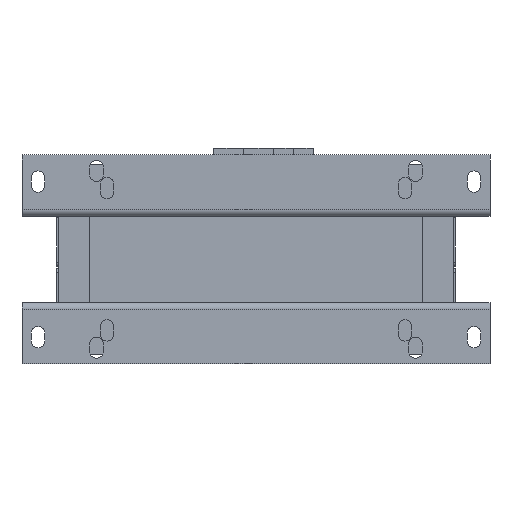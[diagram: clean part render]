
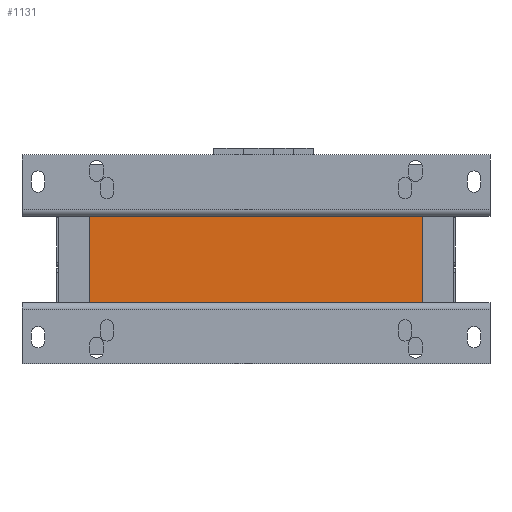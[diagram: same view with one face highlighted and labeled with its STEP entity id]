
A CAD part, front view. The second image highlights one B-rep face of the part: STEP entity #1131.
In plain terms, the highlighted planar face has unit normal (0, -1, 0).
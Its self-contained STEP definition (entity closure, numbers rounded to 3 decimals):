
#21 = CARTESIAN_POINT ( 'NONE',  ( -125., -125.001, -32.5 ) ) ;
#252 = DIRECTION ( 'NONE',  ( 1., 0., 0. ) ) ;
#699 = ORIENTED_EDGE ( 'NONE', *, *, #13199, .F. ) ;
#1131 = ADVANCED_FACE ( 'NONE', ( #13781 ), #11466, .F. ) ;
#1138 = LINE ( 'NONE', #16213, #10916 ) ;
#1187 = ORIENTED_EDGE ( 'NONE', *, *, #7477, .T. ) ;
#1612 = CARTESIAN_POINT ( 'NONE',  ( -125., -125.001, -32.5 ) ) ;
#2157 = VERTEX_POINT ( 'NONE', #5183 ) ;
#3364 = AXIS2_PLACEMENT_3D ( 'NONE', #3963, #13871, #17393 ) ;
#3648 = EDGE_CURVE ( 'NONE', #5171, #17916, #16158, .T. ) ;
#3963 = CARTESIAN_POINT ( 'NONE',  ( -125., -125.001, 32.5 ) ) ;
#4707 = DIRECTION ( 'NONE',  ( 0., 0., -1. ) ) ;
#5171 = VERTEX_POINT ( 'NONE', #21 ) ;
#5183 = CARTESIAN_POINT ( 'NONE',  ( -125., -125.001, 32.5 ) ) ;
#5207 = CARTESIAN_POINT ( 'NONE',  ( -125., -125.001, 32.5 ) ) ;
#6048 = VECTOR ( 'NONE', #11739, 1000. ) ;
#6271 = VERTEX_POINT ( 'NONE', #14355 ) ;
#7111 = LINE ( 'NONE', #5207, #8907 ) ;
#7477 = EDGE_CURVE ( 'NONE', #2157, #5171, #16445, .T. ) ;
#7950 = ORIENTED_EDGE ( 'NONE', *, *, #3648, .T. ) ;
#8835 = CARTESIAN_POINT ( 'NONE',  ( -125., -125.001, 32.5 ) ) ;
#8907 = VECTOR ( 'NONE', #9429, 1000. ) ;
#9429 = DIRECTION ( 'NONE',  ( 1., 0., 0. ) ) ;
#10639 = VECTOR ( 'NONE', #252, 1000. ) ;
#10916 = VECTOR ( 'NONE', #4707, 1000. ) ;
#11466 = PLANE ( 'NONE',  #3364 ) ;
#11739 = DIRECTION ( 'NONE',  ( 0., 0., -1. ) ) ;
#12242 = EDGE_LOOP ( 'NONE', ( #7950, #699, #16347, #1187 ) ) ;
#13199 = EDGE_CURVE ( 'NONE', #6271, #17916, #1138, .T. ) ;
#13781 = FACE_OUTER_BOUND ( 'NONE', #12242, .T. ) ;
#13799 = EDGE_CURVE ( 'NONE', #2157, #6271, #7111, .T. ) ;
#13871 = DIRECTION ( 'NONE',  ( 0., 1., 0. ) ) ;
#14245 = CARTESIAN_POINT ( 'NONE',  ( 125., -125.001, -32.5 ) ) ;
#14355 = CARTESIAN_POINT ( 'NONE',  ( 125., -125.001, 32.5 ) ) ;
#16158 = LINE ( 'NONE', #1612, #10639 ) ;
#16213 = CARTESIAN_POINT ( 'NONE',  ( 125., -125.001, 32.5 ) ) ;
#16347 = ORIENTED_EDGE ( 'NONE', *, *, #13799, .F. ) ;
#16445 = LINE ( 'NONE', #8835, #6048 ) ;
#17393 = DIRECTION ( 'NONE',  ( 0., 0., 1. ) ) ;
#17916 = VERTEX_POINT ( 'NONE', #14245 ) ;
